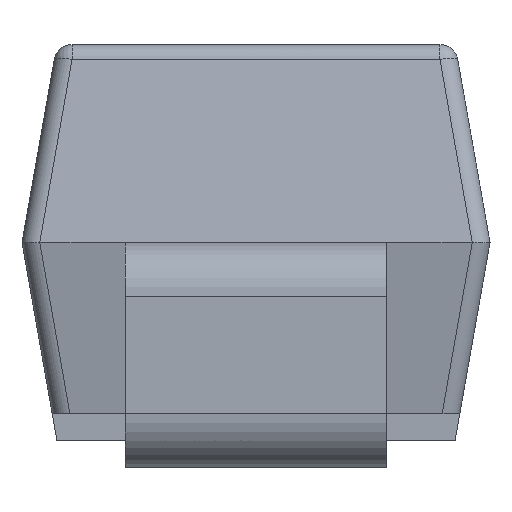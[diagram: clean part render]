
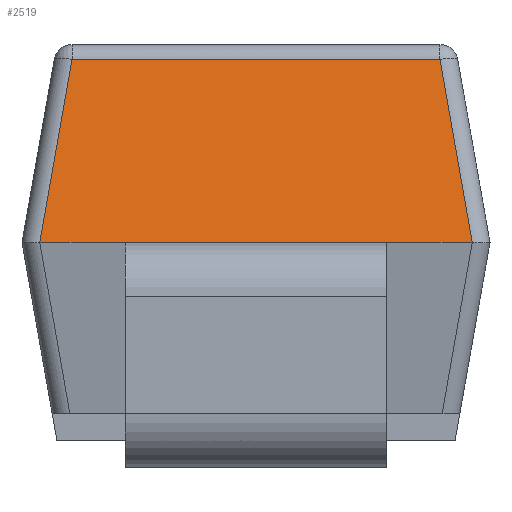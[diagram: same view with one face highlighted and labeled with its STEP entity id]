
A CAD part, left-side view. The second image highlights one B-rep face of the part: STEP entity #2519.
In plain terms, the highlighted planar face has unit normal (-0.985, 0, 0.174).
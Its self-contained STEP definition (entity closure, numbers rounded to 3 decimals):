
#13 = LINE ( 'NONE', #2526, #4733 ) ;
#287 = EDGE_CURVE ( 'NONE', #5301, #3238, #3762, .T. ) ;
#628 = CARTESIAN_POINT ( 'NONE',  ( -2.15, 0.725, 0. ) ) ;
#1217 = CARTESIAN_POINT ( 'NONE',  ( -2.153, 1.204, -0.016 ) ) ;
#1274 = CARTESIAN_POINT ( 'NONE',  ( -2.15, 1.3, 0. ) ) ;
#1586 = CARTESIAN_POINT ( 'NONE',  ( -2.15, -1.202, 0. ) ) ;
#1740 = CARTESIAN_POINT ( 'NONE',  ( -2.15, 1.3, 0. ) ) ;
#1792 = DIRECTION ( 'NONE',  ( 0.171, 0.171, 0.97 ) ) ;
#1799 = DIRECTION ( 'NONE',  ( 0., -1., 0. ) ) ;
#2124 = CARTESIAN_POINT ( 'NONE',  ( -2.15, 1.202, 0. ) ) ;
#2130 = EDGE_CURVE ( 'NONE', #4047, #2158, #4946, .T. ) ;
#2158 = VERTEX_POINT ( 'NONE', #2124 ) ;
#2342 = LINE ( 'NONE', #4435, #5003 ) ;
#2384 = EDGE_CURVE ( 'NONE', #3961, #5301, #3855, .T. ) ;
#2519 = ADVANCED_FACE ( 'NONE', ( #2922 ), #3448, .T. ) ;
#2526 = CARTESIAN_POINT ( 'NONE',  ( -2.15, 1.3, 0. ) ) ;
#2530 = ORIENTED_EDGE ( 'NONE', *, *, #2384, .T. ) ;
#2555 = VECTOR ( 'NONE', #1799, 1000. ) ;
#2605 = DIRECTION ( 'NONE',  ( -0.171, 0.171, -0.97 ) ) ;
#2742 = ORIENTED_EDGE ( 'NONE', *, *, #2130, .T. ) ;
#2922 = FACE_OUTER_BOUND ( 'NONE', #5311, .T. ) ;
#2938 = EDGE_CURVE ( 'NONE', #5406, #4047, #2342, .T. ) ;
#3111 = DIRECTION ( 'NONE',  ( 0., -1., 0. ) ) ;
#3238 = VERTEX_POINT ( 'NONE', #1586 ) ;
#3348 = LINE ( 'NONE', #4989, #4939 ) ;
#3390 = ORIENTED_EDGE ( 'NONE', *, *, #2938, .T. ) ;
#3441 = DIRECTION ( 'NONE',  ( 0., 1., 0. ) ) ;
#3448 = PLANE ( 'NONE',  #4143 ) ;
#3596 = ORIENTED_EDGE ( 'NONE', *, *, #4847, .T. ) ;
#3631 = VECTOR ( 'NONE', #5165, 1000. ) ;
#3753 = CARTESIAN_POINT ( 'NONE',  ( -2.15, 1.3, 0. ) ) ;
#3762 = LINE ( 'NONE', #1274, #2555 ) ;
#3855 = LINE ( 'NONE', #3753, #3631 ) ;
#3961 = VERTEX_POINT ( 'NONE', #628 ) ;
#4004 = DIRECTION ( 'NONE',  ( 0.174, 0., 0.985 ) ) ;
#4047 = VERTEX_POINT ( 'NONE', #5331 ) ;
#4143 = AXIS2_PLACEMENT_3D ( 'NONE', #1740, #5370, #4004 ) ;
#4179 = ORIENTED_EDGE ( 'NONE', *, *, #5591, .T. ) ;
#4435 = CARTESIAN_POINT ( 'NONE',  ( -1.971, 1.106, 1.017 ) ) ;
#4449 = CARTESIAN_POINT ( 'NONE',  ( -2.15, -0.725, 0. ) ) ;
#4722 = VECTOR ( 'NONE', #2605, 1000. ) ;
#4733 = VECTOR ( 'NONE', #3111, 1000. ) ;
#4847 = EDGE_CURVE ( 'NONE', #2158, #3961, #13, .T. ) ;
#4939 = VECTOR ( 'NONE', #1792, 1000. ) ;
#4946 = LINE ( 'NONE', #1217, #4722 ) ;
#4989 = CARTESIAN_POINT ( 'NONE',  ( -2.077, -1.128, 0.415 ) ) ;
#5003 = VECTOR ( 'NONE', #3441, 1000. ) ;
#5165 = DIRECTION ( 'NONE',  ( 0., -1., 0. ) ) ;
#5252 = CARTESIAN_POINT ( 'NONE',  ( -1.971, -1.022, 1.017 ) ) ;
#5301 = VERTEX_POINT ( 'NONE', #4449 ) ;
#5311 = EDGE_LOOP ( 'NONE', ( #3390, #2742, #3596, #2530, #5736, #4179 ) ) ;
#5331 = CARTESIAN_POINT ( 'NONE',  ( -1.971, 1.022, 1.017 ) ) ;
#5370 = DIRECTION ( 'NONE',  ( -0.985, 0., 0.174 ) ) ;
#5406 = VERTEX_POINT ( 'NONE', #5252 ) ;
#5591 = EDGE_CURVE ( 'NONE', #3238, #5406, #3348, .T. ) ;
#5736 = ORIENTED_EDGE ( 'NONE', *, *, #287, .T. ) ;
